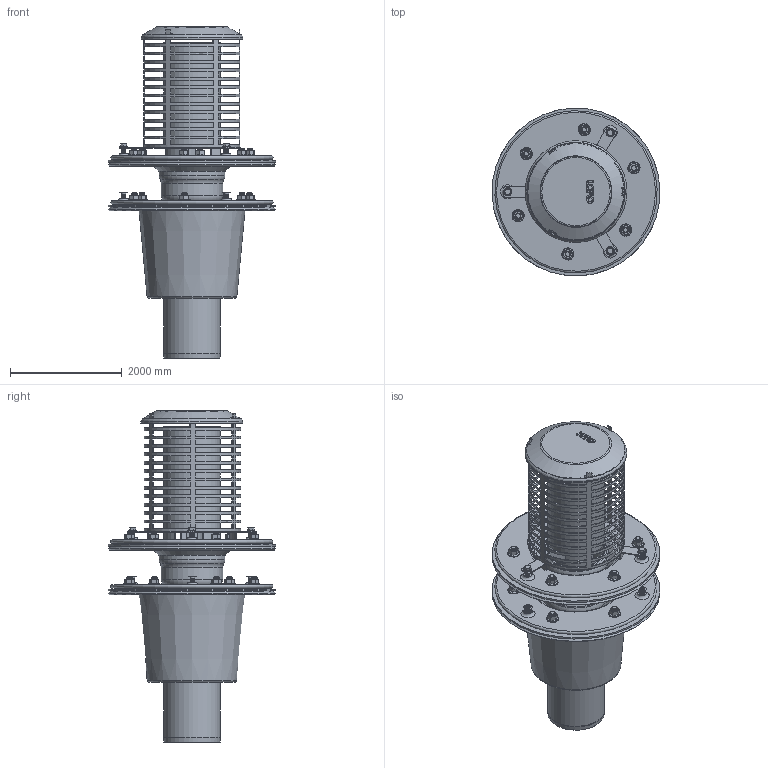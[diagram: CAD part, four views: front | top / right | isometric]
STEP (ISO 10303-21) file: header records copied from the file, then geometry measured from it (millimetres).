
FILE_DESCRIPTION(/* description */ (''),/* implementation_level */ '2;1');
FILE_NAME(/* name */ '41522.100X_3D.stp',/* time_stamp */ '2025-02-21T11:43:37+01:00',/* author */ ('N.Hausmann'),/* organization */ (''),/* preprocessor_version */ 'ST-DEVELOPER v20',/* originating_system */ 'AutoCAD Mechanical',/* authorisation */ '');
FILE_SCHEMA (('AUTOMOTIVE_DESIGN { 1 0 10303 214 3 1 1 }'));
Length unit declared in the file: centimetre
Products named in the file (3): Product; *S0; 21905100x
Assembly tree (3 placements, depth 2):
  Product
    *S0
    21905100x  x2
Bounding box: 2997.14 x 2997.14 x 5932.44 mm (x, y, z)
Volume: 3419624214 mm3; surface area: 160894689.3 mm2
Topology: 48 solids, 48 shells, 1404 faces, 3322 edges, 2035 vertices
Faces by surface type: cone 596, plane 587, cylinder 134, torus 83, sphere 3, bspline 1
Full cylindrical faces by diameter (mm): 60 x3, 70 x12, 80 x27, 83.76 x12, 160 x24, 992 x3, 1000 x1, 1016 x5, 1054 x1, 1076 x1, 1078 x1, 1100 x1, 1134 x3, 1156 x1, 1158 x1, 1180 x1, 1250 x1, 1470 x1, 1600 x2, 1690 x2, 1720 x2, 1790 x1, 1820 x1, 3000 x2
Entity records: 39047 total; most frequent: CARTESIAN_POINT 7958, DIRECTION 6761, ORIENTED_EDGE 6204, EDGE_CURVE 3102, AXIS2_PLACEMENT_3D 2680, VERTEX_POINT 1908, EDGE_LOOP 1568, LINE 1401
